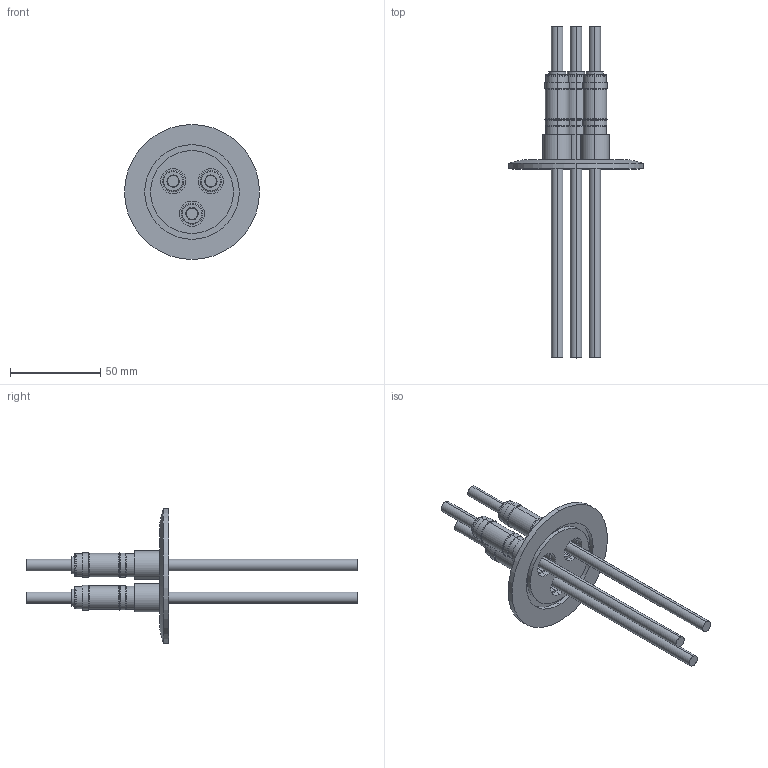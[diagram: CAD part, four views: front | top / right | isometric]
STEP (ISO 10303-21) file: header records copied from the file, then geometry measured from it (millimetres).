
FILE_DESCRIPTION (( 'STEP AP203' ), '1' );
FILE_NAME ('A0115-11-QF.STEP', '2013-09-18T12:30:05', ( '' ), ( '' ), 'SwSTEP 2.0', 'SolidWorks 2012', '' );
FILE_SCHEMA (( 'CONFIG_CONTROL_DESIGN' ));
Length unit declared in the file: inch
Products named in the file (1): A0115-11-QF
Bounding box: 74.93 x 184.15 x 74.93 mm (x, y, z)
Volume: 48784 mm3; surface area: 35744 mm2
Topology: 1 solids, 1 shells, 219 faces, 462 edges, 298 vertices
Faces by surface type: cylinder 120, plane 55, cone 26, torus 18
Entity records: 6091 total; most frequent: DIRECTION 1218, CARTESIAN_POINT 980, ORIENTED_EDGE 924, AXIS2_PLACEMENT_3D 536, EDGE_CURVE 462, CIRCLE 316, VERTEX_POINT 298, EDGE_LOOP 272
